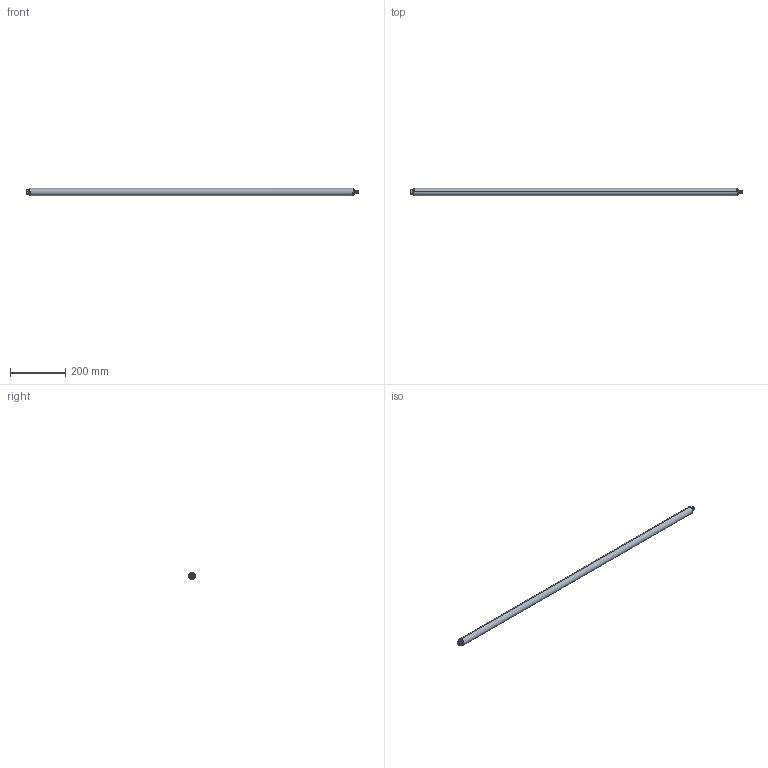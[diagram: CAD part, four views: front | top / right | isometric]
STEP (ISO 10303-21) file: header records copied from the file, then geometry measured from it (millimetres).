
FILE_DESCRIPTION((''),'2;1');
FILE_NAME('185305_SM01_ASM','2022-12-13T16:11:36',('PDMAdmin'),('BANNER ENGINEERING'),'CREO PARAMETRIC BY PTC INC, 2019292','CREO PARAMETRIC BY PTC INC, 2019292','');
FILE_SCHEMA(('CONFIG_CONTROL_DESIGN'));
Products named in the file (2): 185305_EP01; 185305_SM01_ASM
Assembly tree (1 placements, depth 2):
  185305_SM01_ASM
    185305_EP01
Bounding box: 1206.5 x 27 x 27 mm (x, y, z)
Volume: 677842.6 mm3; surface area: 104982.6 mm2
Topology: 1 solids, 1 shells, 567 faces, 1618 edges, 1083 vertices
Faces by surface type: cylinder 234, plane 208, bspline 89, torus 26, cone 10
Entity records: 39777 total; most frequent: CARTESIAN_POINT 25158, ORIENTED_EDGE 3236, DIRECTION 2863, EDGE_CURVE 1618, VERTEX_POINT 1083, AXIS2_PLACEMENT_3D 1067, VECTOR 729, LINE 729
